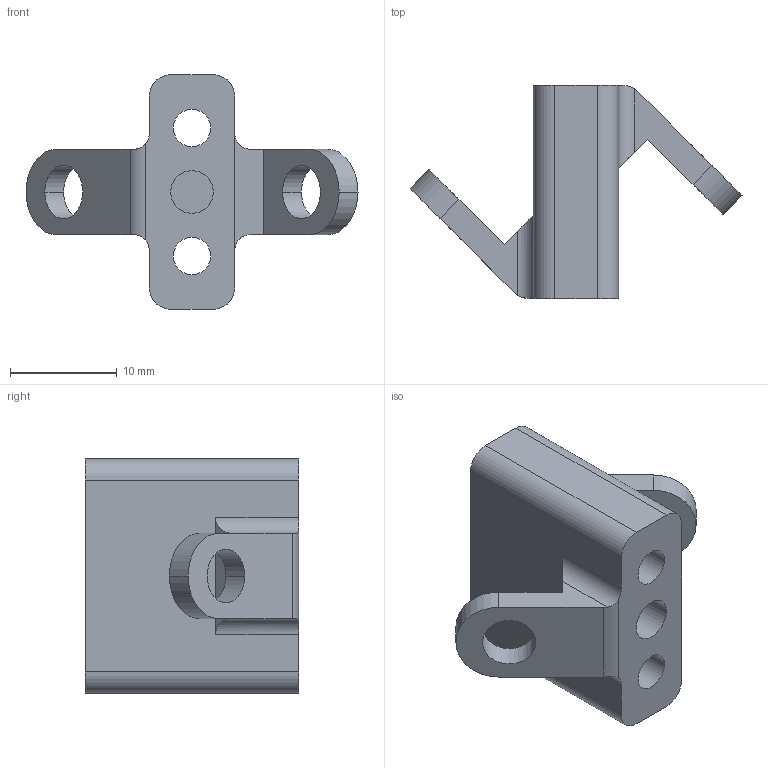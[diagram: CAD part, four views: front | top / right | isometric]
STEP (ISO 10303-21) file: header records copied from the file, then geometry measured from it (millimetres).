
FILE_DESCRIPTION (( 'STEP AP203' ), '1' );
FILE_NAME ('midtdel_kompakt_45_grader.STEP', '2023-03-27T11:05:28', ( '' ), ( '' ), 'SwSTEP 2.0', 'SolidWorks 2022', '' );
FILE_SCHEMA (( 'CONFIG_CONTROL_DESIGN' ));
Length unit declared in the file: millimetre
Products named in the file (1): midtdel_kompakt_45_grader
Bounding box: 31.14 x 20 x 22 mm (x, y, z)
Volume: 3030.4 mm3; surface area: 2689.2 mm2
Topology: 1 solids, 1 shells, 47 faces, 126 edges, 84 vertices
Faces by surface type: cylinder 28, plane 19
Entity records: 1613 total; most frequent: CARTESIAN_POINT 306, DIRECTION 266, ORIENTED_EDGE 252, EDGE_CURVE 126, AXIS2_PLACEMENT_3D 100, VERTEX_POINT 84, VECTOR 66, LINE 66
